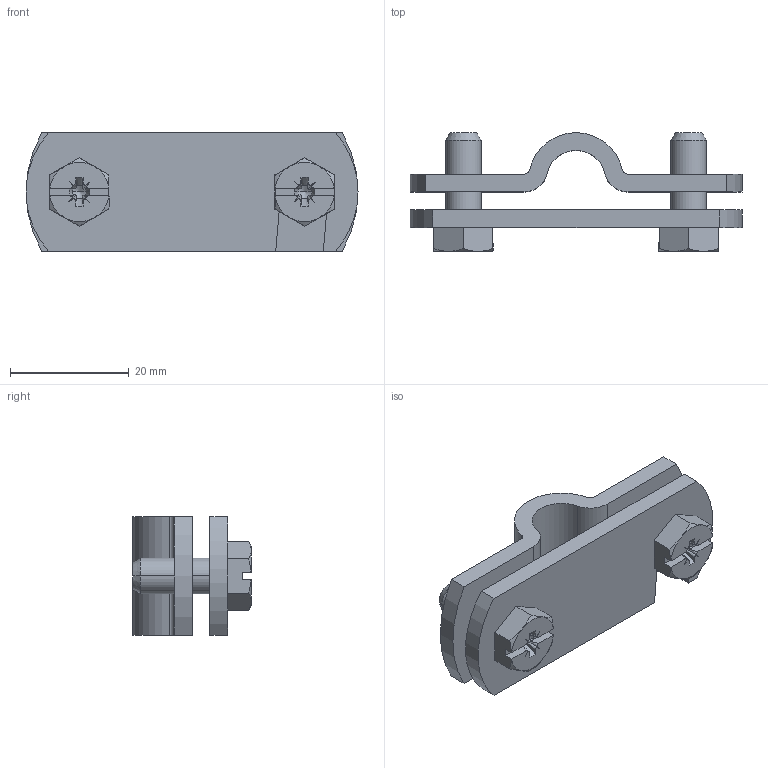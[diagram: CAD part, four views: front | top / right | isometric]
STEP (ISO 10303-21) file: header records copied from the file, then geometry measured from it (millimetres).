
FILE_DESCRIPTION (( 'STEP AP214' ), '1' );
FILE_NAME ('3049256_KSTP1.stp', '2018-08-31T12:11:48', ( '' ), ( '' ), 'SwSTEP 2.0', 'SolidWorks 2016', '' );
FILE_SCHEMA (( 'AUTOMOTIVE_DESIGN' ));
Length unit declared in the file: millimetre
Products named in the file (4): Unterteil; 3049256_KSTP1; Oberteil; SKT-Schraube-M6x16_mit_Kombischlitz.1
Assembly tree (4 placements, depth 2):
  3049256_KSTP1
    Unterteil
    Oberteil
    SKT-Schraube-M6x16_mit_Kombischlitz.1  x2
Bounding box: 56 x 20 x 20 mm (x, y, z)
Volume: 7809.4 mm3; surface area: 6605.2 mm2
Topology: 4 solids, 4 shells, 153 faces, 413 edges, 266 vertices
Faces by surface type: plane 83, cone 30, cylinder 24, bspline 16
Entity records: 5037 total; most frequent: CARTESIAN_POINT 1587, ORIENTED_EDGE 502, DIRECTION 432, EDGE_CURVE 251, VERTEX_POINT 164, AXIS2_PLACEMENT_3D 156, VECTOR 120, LINE 120
